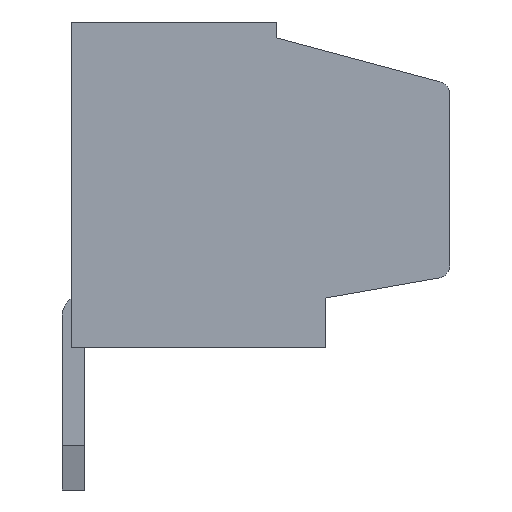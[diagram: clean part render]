
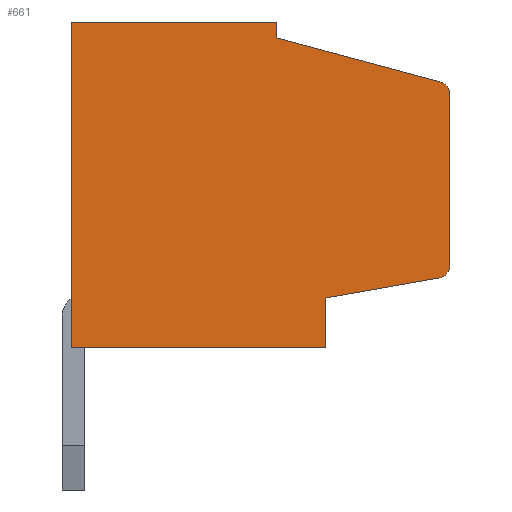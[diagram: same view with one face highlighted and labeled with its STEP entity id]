
A CAD part, left-side view. The second image highlights one B-rep face of the part: STEP entity #661.
In plain terms, the highlighted planar face has unit normal (-1, 0, 0).
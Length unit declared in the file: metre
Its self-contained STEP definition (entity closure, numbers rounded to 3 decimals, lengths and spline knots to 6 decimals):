
#661=ADVANCED_FACE('',(#1419),#1420,.F.);
#1419=FACE_OUTER_BOUND('',#2263,.T.);
#1420=PLANE('',#2264);
#2263=EDGE_LOOP('',(#4271,#4272,#4273,#4274,#4275,#4276,#4277,#4278,#4279,#4280));
#2264=AXIS2_PLACEMENT_3D('',#4281,#4282,#4283);
#4271=ORIENTED_EDGE('',*,*,#5548,.T.);
#4272=ORIENTED_EDGE('',*,*,#5582,.F.);
#4273=ORIENTED_EDGE('',*,*,#5575,.F.);
#4274=ORIENTED_EDGE('',*,*,#5565,.F.);
#4275=ORIENTED_EDGE('',*,*,#4865,.F.);
#4276=ORIENTED_EDGE('',*,*,#5556,.F.);
#4277=ORIENTED_EDGE('',*,*,#5572,.F.);
#4278=ORIENTED_EDGE('',*,*,#5578,.F.);
#4279=ORIENTED_EDGE('',*,*,#5580,.T.);
#4280=ORIENTED_EDGE('',*,*,#5544,.F.);
#4281=CARTESIAN_POINT('',(-0.052811,0.006635,0.));
#4282=DIRECTION('',(1.0,0.0,0.0));
#4283=DIRECTION('',(0.0,1.0,-0.0));
#4865=EDGE_CURVE('',#5781,#5783,#5784,.T.);
#5544=EDGE_CURVE('',#6814,#6812,#6816,.T.);
#5548=EDGE_CURVE('',#6814,#6820,#6822,.T.);
#5556=EDGE_CURVE('',#6829,#5781,#6831,.T.);
#5565=EDGE_CURVE('',#5783,#6845,#6847,.T.);
#5572=EDGE_CURVE('',#6855,#6829,#6857,.T.);
#5575=EDGE_CURVE('',#6845,#6859,#6861,.T.);
#5578=EDGE_CURVE('',#6863,#6855,#6865,.T.);
#5580=EDGE_CURVE('',#6863,#6812,#6867,.T.);
#5582=EDGE_CURVE('',#6859,#6820,#6869,.T.);
#5781=VERTEX_POINT('',#7139);
#5783=VERTEX_POINT('',#7142);
#5784=LINE('',#7143,#7144);
#6812=VERTEX_POINT('',#8673);
#6814=VERTEX_POINT('',#8676);
#6816=LINE('',#8679,#8680);
#6820=VERTEX_POINT('',#8684);
#6822=CIRCLE('',#8687,0.0003);
#6829=VERTEX_POINT('',#8699);
#6831=LINE('',#8702,#8703);
#6845=VERTEX_POINT('',#8722);
#6847=LINE('',#8725,#8726);
#6855=VERTEX_POINT('',#8737);
#6857=LINE('',#8740,#8741);
#6859=VERTEX_POINT('',#8743);
#6861=LINE('',#8746,#8747);
#6863=VERTEX_POINT('',#8749);
#6865=LINE('',#8752,#8753);
#6867=CIRCLE('',#8755,0.0003);
#6869=LINE('',#8757,#8758);
#7139=CARTESIAN_POINT('',(-0.052811,0.008939,-0.0073));
#7142=CARTESIAN_POINT('',(-0.052811,0.008939,0.));
#7143=CARTESIAN_POINT('',(-0.052811,0.008939,0.));
#7144=VECTOR('',#9082,1.0);
#8673=CARTESIAN_POINT('',(-0.052811,0.000439,-0.005448));
#8676=CARTESIAN_POINT('',(-0.052811,0.000439,-0.00163));
#8679=CARTESIAN_POINT('',(-0.052811,0.000439,-0.005448));
#8680=VECTOR('',#9681,1.0);
#8684=CARTESIAN_POINT('',(-0.052811,0.000662,-0.00134));
#8687=AXIS2_PLACEMENT_3D('',#9686,#9687,#9688);
#8699=CARTESIAN_POINT('',(-0.052811,0.003239,-0.0073));
#8702=CARTESIAN_POINT('',(-0.052811,0.008939,-0.0073));
#8703=VECTOR('',#9695,1.0);
#8722=CARTESIAN_POINT('',(-0.052811,0.004339,0.));
#8725=CARTESIAN_POINT('',(-0.052811,0.004339,0.));
#8726=VECTOR('',#9705,1.0);
#8737=CARTESIAN_POINT('',(-0.052811,0.003239,-0.006194));
#8740=CARTESIAN_POINT('',(-0.052811,0.003239,-0.0073));
#8741=VECTOR('',#9713,1.0);
#8743=CARTESIAN_POINT('',(-0.052811,0.004339,-0.000355));
#8746=CARTESIAN_POINT('',(-0.052811,0.004339,-0.000355));
#8747=VECTOR('',#9715,1.0);
#8749=CARTESIAN_POINT('',(-0.052811,0.000687,-0.005744));
#8752=CARTESIAN_POINT('',(-0.052811,0.003239,-0.006194));
#8753=VECTOR('',#9717,1.0);
#8755=AXIS2_PLACEMENT_3D('',#9718,#9719,#9720);
#8757=CARTESIAN_POINT('',(-0.052811,0.000662,-0.00134));
#8758=VECTOR('',#9721,1.0);
#9082=DIRECTION('',(0.0,0.,1.0));
#9681=DIRECTION('',(0.0,0.,-1.0));
#9686=CARTESIAN_POINT('',(-0.052811,0.000739,-0.00163));
#9687=DIRECTION('',(-1.0,-0.0,-0.0));
#9688=DIRECTION('',(0.0,0.0,-1.0));
#9695=DIRECTION('',(0.0,1.0,0.));
#9705=DIRECTION('',(0.0,-1.0,0.));
#9713=DIRECTION('',(0.0,0.,-1.0));
#9715=DIRECTION('',(0.0,0.,-1.0));
#9717=DIRECTION('',(0.0,0.985,-0.174));
#9718=CARTESIAN_POINT('',(-0.052811,0.000739,-0.005448));
#9719=DIRECTION('',(-1.0,-0.0,-0.0));
#9720=DIRECTION('',(0.0,0.0,-1.0));
#9721=DIRECTION('',(0.0,-0.966,-0.259));
